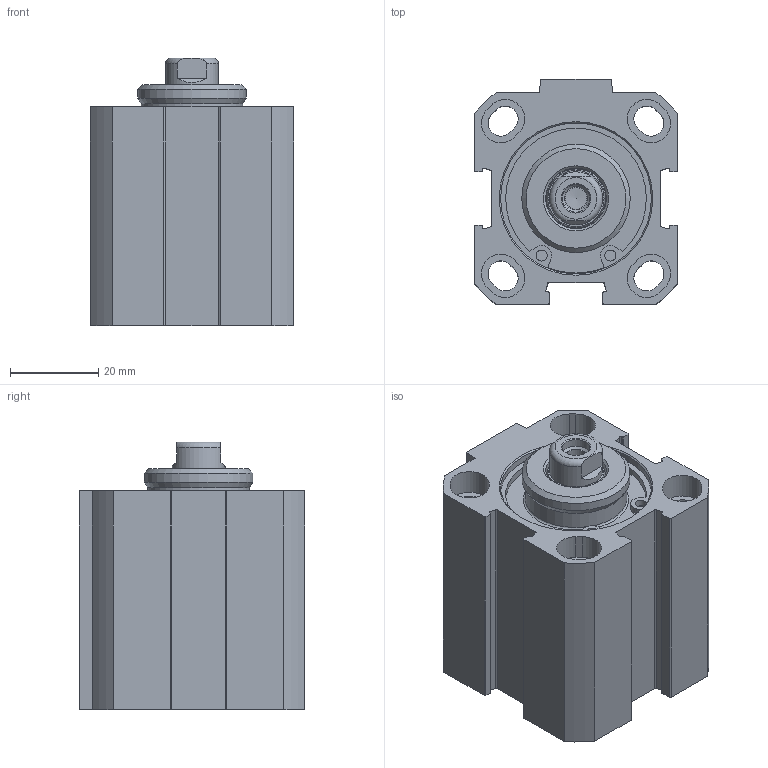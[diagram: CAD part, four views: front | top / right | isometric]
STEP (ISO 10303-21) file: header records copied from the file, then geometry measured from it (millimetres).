
FILE_DESCRIPTION((''),'2;1');
FILE_NAME('FDM032.010.GS.F.stp','2014-06-03T12:03:38',('carlo.corazza'),(''),'Autodesk Inventor 2012','Autodesk Inventor 2012','');
FILE_SCHEMA(('AUTOMOTIVE_DESIGN { 1 0 10303 214 1 1 1 1 }'));
Length unit declared in the file: millimetre
Products named in the file (5): FDM032..GS.F; CORPO-010; STELO-010; TA; TP
Assembly tree (4 placements, depth 2):
  FDM032..GS.F
    CORPO-010
    STELO-010
    TA
    TP
Bounding box: 46 x 51 x 60.5 mm (x, y, z)
Volume: 59969.6 mm3; surface area: 31634.4 mm2
Topology: 4 solids, 5 shells, 236 faces, 571 edges, 367 vertices
Faces by surface type: plane 106, cylinder 88, cone 32, torus 10
Full cylindrical faces by diameter (mm): 1.6 x2, 2.5 x4, 4.917 x1, 6.25 x1, 8.566 x2, 12 x1, 12.54 x1, 13.7 x1, 14 x1, 16.32 x1, 16.5 x1, 23 x2, 24.5 x1, 32 x1, 33.7 x4, 34.1 x2, 35.8 x2
Entity records: 6969 total; most frequent: CARTESIAN_POINT 1205, DIRECTION 1188, ORIENTED_EDGE 972, EDGE_CURVE 486, AXIS2_PLACEMENT_3D 463, VERTEX_POINT 352, EDGE_LOOP 346, VECTOR 262
